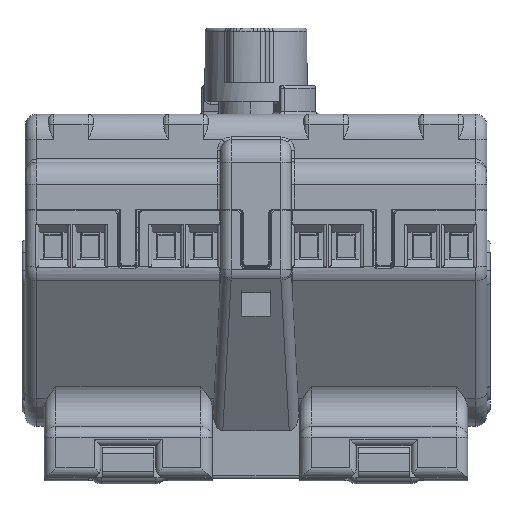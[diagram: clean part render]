
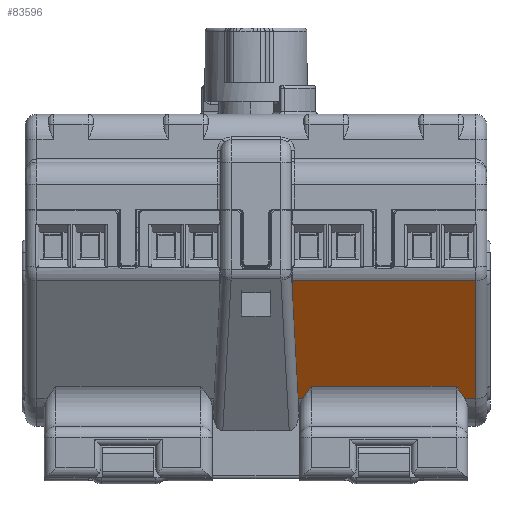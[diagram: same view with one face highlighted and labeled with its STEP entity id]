
A CAD part, left-side view. The second image highlights one B-rep face of the part: STEP entity #83596.
In plain terms, the highlighted planar face has unit normal (-0.824, 0, -0.566).
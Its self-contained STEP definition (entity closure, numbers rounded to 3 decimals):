
#8489=DIRECTION('',(0.,1.,0.));
#8490=VECTOR('',#8489,28.7);
#8491=CARTESIAN_POINT('',(-22.247,-14.35,-11.166));
#8492=LINE('',#8491,#8490);
#8552=DIRECTION('',(-0.566,0.,0.824));
#8553=VECTOR('',#8552,22.446);
#8554=CARTESIAN_POINT('',(-9.533,14.35,-29.664));
#8555=LINE('',#8554,#8553);
#8567=DIRECTION('',(0.,1.,0.));
#8568=VECTOR('',#8567,22.7);
#8569=CARTESIAN_POINT('',(-10.859,-11.35,-27.734));
#8570=LINE('',#8569,#8568);
#8581=DIRECTION('',(0.566,0.,-0.824));
#8582=VECTOR('',#8581,22.446);
#8583=CARTESIAN_POINT('',(-22.247,-14.35,-11.166));
#8584=LINE('',#8583,#8582);
#9149=DIRECTION('',(0.,-1.,0.));
#9150=VECTOR('',#9149,1.628);
#9151=CARTESIAN_POINT('',(-9.533,14.35,-29.664));
#9152=LINE('',#9151,#9150);
#9184=CARTESIAN_POINT('',(-9.533,12.722,
-29.664));
#9189=CARTESIAN_POINT('',(-9.533,12.722,
-29.664));
#9190=CARTESIAN_POINT('',(-9.694,12.6,
-29.429));
#9191=CARTESIAN_POINT('',(-10.004,12.321,
-28.978));
#9192=CARTESIAN_POINT('',(-10.442,11.845,
-28.342));
#9193=CARTESIAN_POINT('',(-10.721,11.514,
-27.936));
#9194=CARTESIAN_POINT('',(-10.859,11.35,-27.734));
#37815=DIRECTION('',(0.,-1.,0.));
#37816=VECTOR('',#37815,1.628);
#37817=CARTESIAN_POINT('',(-9.533,-12.722,
-29.664));
#37818=LINE('',#37817,#37816);
#37862=CARTESIAN_POINT('',(-10.859,-11.35,-27.734));
#37863=CARTESIAN_POINT('',(-10.721,-11.514,
-27.936));
#37864=CARTESIAN_POINT('',(-10.442,-11.845,
-28.342));
#37865=CARTESIAN_POINT('',(-10.004,-12.321,
-28.978));
#37866=CARTESIAN_POINT('',(-9.694,-12.6,
-29.429));
#37867=CARTESIAN_POINT('',(-9.533,-12.722,
-29.664));
#63627=CARTESIAN_POINT('',(-10.859,-11.35,-27.734));
#63628=VERTEX_POINT('',#63627);
#63646=CARTESIAN_POINT('',(-10.859,11.35,-27.734));
#63647=VERTEX_POINT('',#63646);
#63654=VERTEX_POINT('',#37867);
#63655=VERTEX_POINT('',#9184);
#63939=CARTESIAN_POINT('',(-9.533,14.35,-29.664));
#63940=VERTEX_POINT('',#63939);
#63943=CARTESIAN_POINT('',(-22.247,14.35,-11.166));
#63944=VERTEX_POINT('',#63943);
#63967=CARTESIAN_POINT('',(-9.533,-14.35,-29.664));
#63968=VERTEX_POINT('',#63967);
#63971=CARTESIAN_POINT('',(-22.247,-14.35,-11.166));
#63972=VERTEX_POINT('',#63971);
#83575=CARTESIAN_POINT('',(-6.553,-16.15,-34.));
#83576=DIRECTION('',(-0.824,0.,-0.566));
#83577=DIRECTION('',(-0.566,0.,0.824));
#83578=AXIS2_PLACEMENT_3D('',#83575,#83576,#83577);
#83579=PLANE('',#83578);
#83581=ORIENTED_EDGE('',*,*,#83580,.T.);
#83583=ORIENTED_EDGE('',*,*,#83582,.F.);
#83585=ORIENTED_EDGE('',*,*,#83584,.F.);
#83587=ORIENTED_EDGE('',*,*,#83586,.T.);
#83589=ORIENTED_EDGE('',*,*,#83588,.F.);
#83591=ORIENTED_EDGE('',*,*,#83590,.F.);
#83592=ORIENTED_EDGE('',*,*,#83568,.T.);
#83593=ORIENTED_EDGE('',*,*,#83510,.F.);
#83594=EDGE_LOOP('',(#83581,#83583,#83585,#83587,#83589,#83591,#83592,#83593));
#83595=FACE_OUTER_BOUND('',#83594,.F.);
#83596=ADVANCED_FACE('',(#83595),#83579,.T.);
#9195=B_SPLINE_CURVE_WITH_KNOTS('',3,(#9189,#9190,#9191,#9192,#9193,#9194),
.UNSPECIFIED.,.F.,.F.,(4,1,1,4),(0.,0.333,0.667,1.),
.UNSPECIFIED.);
#37868=B_SPLINE_CURVE_WITH_KNOTS('',3,(#37862,#37863,#37864,#37865,#37866,
#37867),.UNSPECIFIED.,.F.,.F.,(4,1,1,4),(0.,0.333,
0.667,1.),.UNSPECIFIED.);
#83510=EDGE_CURVE('',#63972,#63944,#8492,.T.);
#83568=EDGE_CURVE('',#63940,#63944,#8555,.T.);
#83580=EDGE_CURVE('',#63972,#63968,#8584,.T.);
#83582=EDGE_CURVE('',#63654,#63968,#37818,.T.);
#83584=EDGE_CURVE('',#63628,#63654,#37868,.T.);
#83586=EDGE_CURVE('',#63628,#63647,#8570,.T.);
#83588=EDGE_CURVE('',#63655,#63647,#9195,.T.);
#83590=EDGE_CURVE('',#63940,#63655,#9152,.T.);
